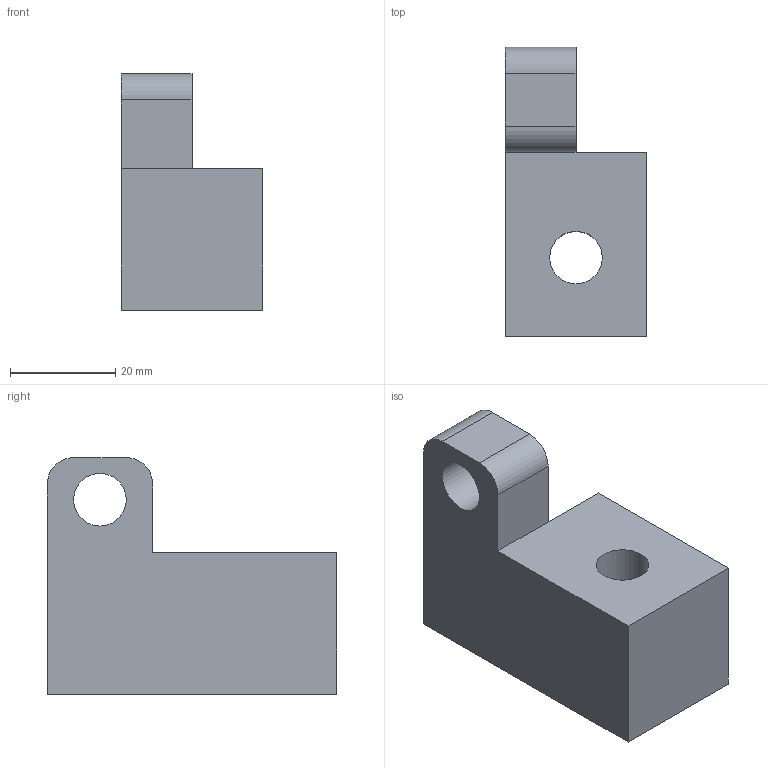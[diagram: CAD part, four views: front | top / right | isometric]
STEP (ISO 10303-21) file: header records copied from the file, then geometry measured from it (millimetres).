
FILE_DESCRIPTION(/* description */ (''),/* implementation_level */ '2;1');
FILE_NAME(/* name */ 'rotule.stp',/* time_stamp */ '2018-09-19T10:42:02+02:00',/* author */ ('Jean'),/* organization */ (''),/* preprocessor_version */ 'ST-DEVELOPER v16.5',/* originating_system */ 'Autodesk Inventor 2017',/* authorisation */ '');
FILE_SCHEMA (('AUTOMOTIVE_DESIGN { 1 0 10303 214 3 1 1 }'));
Length unit declared in the file: millimetre
Products named in the file (1): rotule
Bounding box: 27 x 55 x 45 mm (x, y, z)
Volume: 34339.3 mm3; surface area: 8942.8 mm2
Topology: 1 solids, 1 shells, 14 faces, 37 edges, 25 vertices
Faces by surface type: plane 10, cylinder 4
Full cylindrical faces by diameter (mm): 10 x2
Entity records: 441 total; most frequent: DIRECTION 71, CARTESIAN_POINT 71, ORIENTED_EDGE 66, EDGE_CURVE 33, LINE 25, VECTOR 25, VERTEX_POINT 23, AXIS2_PLACEMENT_3D 23
